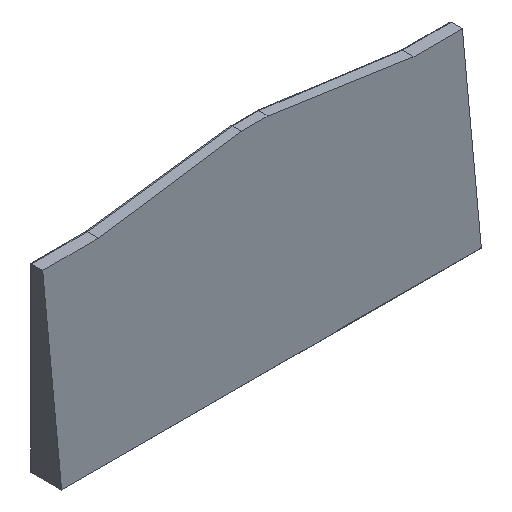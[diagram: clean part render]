
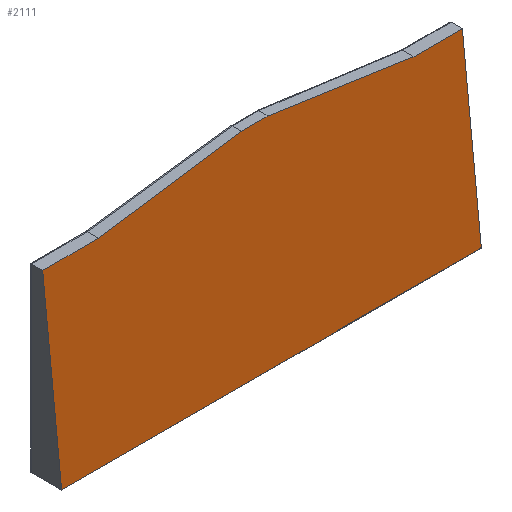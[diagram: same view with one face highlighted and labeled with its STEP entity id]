
A CAD part, isometric view. The second image highlights one B-rep face of the part: STEP entity #2111.
In plain terms, the highlighted planar face has unit normal (0, -0.995, 0.104).
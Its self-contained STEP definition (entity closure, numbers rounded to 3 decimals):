
#140=FACE_OUTER_BOUND('',#263,.T.);
#263=EDGE_LOOP('',(#1573,#1574,#1575,#1576,#1577,#1578,#1579,#1580));
#434=LINE('',#3141,#689);
#479=LINE('',#3231,#734);
#484=LINE('',#3242,#739);
#485=LINE('',#3244,#740);
#486=LINE('',#3246,#741);
#487=LINE('',#3248,#742);
#488=LINE('',#3250,#743);
#489=LINE('',#3251,#744);
#689=VECTOR('',#2496,10.);
#734=VECTOR('',#2581,10.);
#739=VECTOR('',#2592,10.);
#740=VECTOR('',#2593,10.);
#741=VECTOR('',#2594,10.);
#742=VECTOR('',#2595,10.);
#743=VECTOR('',#2596,10.);
#744=VECTOR('',#2597,10.);
#933=VERTEX_POINT('',#3138);
#934=VERTEX_POINT('',#3140);
#957=VERTEX_POINT('',#3223);
#962=VERTEX_POINT('',#3241);
#963=VERTEX_POINT('',#3243);
#964=VERTEX_POINT('',#3245);
#965=VERTEX_POINT('',#3247);
#966=VERTEX_POINT('',#3249);
#1141=EDGE_CURVE('',#934,#933,#434,.T.);
#1187=EDGE_CURVE('',#934,#957,#479,.T.);
#1192=EDGE_CURVE('',#933,#962,#484,.T.);
#1193=EDGE_CURVE('',#962,#963,#485,.T.);
#1194=EDGE_CURVE('',#964,#963,#486,.T.);
#1195=EDGE_CURVE('',#965,#964,#487,.T.);
#1196=EDGE_CURVE('',#965,#966,#488,.T.);
#1197=EDGE_CURVE('',#957,#966,#489,.T.);
#1573=ORIENTED_EDGE('',*,*,#1187,.F.);
#1574=ORIENTED_EDGE('',*,*,#1141,.T.);
#1575=ORIENTED_EDGE('',*,*,#1192,.T.);
#1576=ORIENTED_EDGE('',*,*,#1193,.T.);
#1577=ORIENTED_EDGE('',*,*,#1194,.F.);
#1578=ORIENTED_EDGE('',*,*,#1195,.F.);
#1579=ORIENTED_EDGE('',*,*,#1196,.T.);
#1580=ORIENTED_EDGE('',*,*,#1197,.F.);
#2014=PLANE('',#2252);
#2111=ADVANCED_FACE('',(#140),#2014,.F.);
#2252=AXIS2_PLACEMENT_3D('',#3240,#2590,#2591);
#2496=DIRECTION('',(0.,0.105,0.995));
#2581=DIRECTION('',(-1.,0.,0.));
#2590=DIRECTION('center_axis',(0.,0.995,-0.105));
#2591=DIRECTION('ref_axis',(0.,0.105,0.995));
#2592=DIRECTION('',(-1.,0.,-0.001));
#2593=DIRECTION('',(-0.991,0.014,0.135));
#2594=DIRECTION('',(1.,0.,0.));
#2595=DIRECTION('',(0.991,0.014,0.13));
#2596=DIRECTION('',(-1.,0.,-0.003));
#2597=DIRECTION('',(0.,0.105,0.995));
#3138=CARTESIAN_POINT('',(113.21,2.881,48.676));
#3140=CARTESIAN_POINT('',(113.22,-7.463,-49.741));
#3141=CARTESIAN_POINT('',(113.214,-1.683,5.256));
#3223=CARTESIAN_POINT('',(-115.822,-7.458,-49.695));
#3231=CARTESIAN_POINT('',(-57.922,-7.46,-49.706));
#3240=CARTESIAN_POINT('Origin',(0.,4.027,59.578));
#3241=CARTESIAN_POINT('',(86.84,2.878,48.646));
#3242=CARTESIAN_POINT('',(56.611,2.874,48.612));
#3243=CARTESIAN_POINT('',(8.299,4.001,59.336));
#3244=CARTESIAN_POINT('',(43.5,3.498,54.545));
#3245=CARTESIAN_POINT('',(-6.221,4.001,59.336));
#3246=CARTESIAN_POINT('',(4.15,4.001,59.336));
#3247=CARTESIAN_POINT('',(-85.382,2.907,48.926));
#3248=CARTESIAN_POINT('',(-3.175,4.043,59.737));
#3249=CARTESIAN_POINT('',(-115.802,2.898,48.836));
#3250=CARTESIAN_POINT('',(-42.676,2.92,49.052));
#3251=CARTESIAN_POINT('',(-115.801,3.448,54.068));
